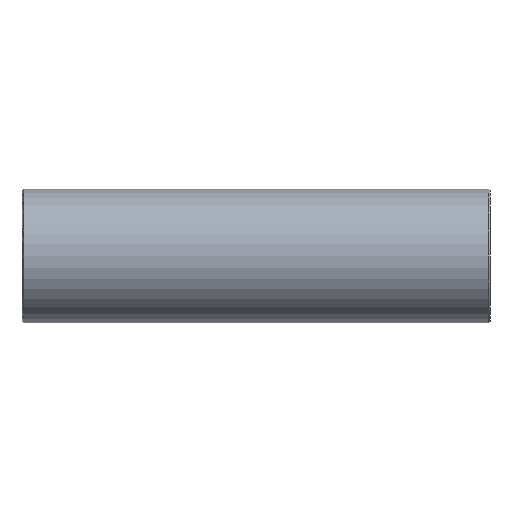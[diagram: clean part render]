
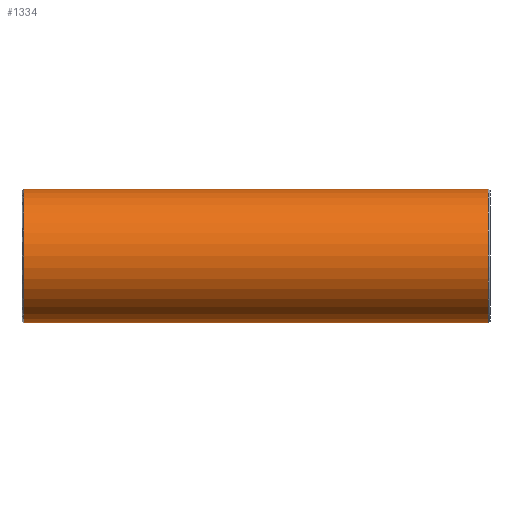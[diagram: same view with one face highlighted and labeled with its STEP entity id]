
A CAD part, front view. The second image highlights one B-rep face of the part: STEP entity #1334.
In plain terms, the highlighted cylindrical face has radius 4 mm (diameter 8 mm), a partial arc.
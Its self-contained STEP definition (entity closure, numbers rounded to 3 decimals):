
#43 = CYLINDRICAL_SURFACE ( 'NONE', #1411, 4. ) ;
#111 = VERTEX_POINT ( 'NONE', #1428 ) ;
#122 = DIRECTION ( 'NONE',  ( 0., 0., -1. ) ) ;
#130 = VECTOR ( 'NONE', #1241, 1000. ) ;
#133 = EDGE_CURVE ( 'NONE', #481, #642, #1007, .T. ) ;
#136 = EDGE_LOOP ( 'NONE', ( #683, #1088, #586, #1387 ) ) ;
#174 = CARTESIAN_POINT ( 'NONE',  ( -38.243, 0., 0. ) ) ;
#217 = LINE ( 'NONE', #325, #965 ) ;
#293 = VERTEX_POINT ( 'NONE', #1119 ) ;
#325 = CARTESIAN_POINT ( 'NONE',  ( -38.243, 0., -4. ) ) ;
#409 = DIRECTION ( 'NONE',  ( 0., 0., 1. ) ) ;
#434 = LINE ( 'NONE', #1371, #130 ) ;
#481 = VERTEX_POINT ( 'NONE', #768 ) ;
#521 = CARTESIAN_POINT ( 'NONE',  ( 13.9, 0., 0. ) ) ;
#541 = EDGE_CURVE ( 'NONE', #111, #293, #626, .T. ) ;
#563 = CARTESIAN_POINT ( 'NONE',  ( 13.9, 0., 4. ) ) ;
#586 = ORIENTED_EDGE ( 'NONE', *, *, #903, .T. ) ;
#626 = CIRCLE ( 'NONE', #963, 4. ) ;
#642 = VERTEX_POINT ( 'NONE', #563 ) ;
#683 = ORIENTED_EDGE ( 'NONE', *, *, #977, .F. ) ;
#768 = CARTESIAN_POINT ( 'NONE',  ( 13.9, 0., -4. ) ) ;
#903 = EDGE_CURVE ( 'NONE', #642, #111, #434, .T. ) ;
#963 = AXIS2_PLACEMENT_3D ( 'NONE', #1509, #1373, #122 ) ;
#965 = VECTOR ( 'NONE', #1258, 1000. ) ;
#977 = EDGE_CURVE ( 'NONE', #481, #293, #217, .T. ) ;
#1007 = CIRCLE ( 'NONE', #1075, 4. ) ;
#1075 = AXIS2_PLACEMENT_3D ( 'NONE', #521, #1443, #409 ) ;
#1085 = DIRECTION ( 'NONE',  ( 0., 0., 1. ) ) ;
#1088 = ORIENTED_EDGE ( 'NONE', *, *, #133, .T. ) ;
#1119 = CARTESIAN_POINT ( 'NONE',  ( -13.9, 0., -4. ) ) ;
#1241 = DIRECTION ( 'NONE',  ( -1., 0., 0. ) ) ;
#1258 = DIRECTION ( 'NONE',  ( -1., 0., 0. ) ) ;
#1334 = ADVANCED_FACE ( 'NONE', ( #1341 ), #43, .T. ) ;
#1335 = DIRECTION ( 'NONE',  ( -1., 0., 0. ) ) ;
#1341 = FACE_OUTER_BOUND ( 'NONE', #136, .T. ) ;
#1371 = CARTESIAN_POINT ( 'NONE',  ( -38.243, 0., 4. ) ) ;
#1373 = DIRECTION ( 'NONE',  ( 1., 0., 0. ) ) ;
#1387 = ORIENTED_EDGE ( 'NONE', *, *, #541, .T. ) ;
#1411 = AXIS2_PLACEMENT_3D ( 'NONE', #174, #1335, #1085 ) ;
#1428 = CARTESIAN_POINT ( 'NONE',  ( -13.9, 0., 4. ) ) ;
#1443 = DIRECTION ( 'NONE',  ( -1., 0., 0. ) ) ;
#1509 = CARTESIAN_POINT ( 'NONE',  ( -13.9, 0., 0. ) ) ;
